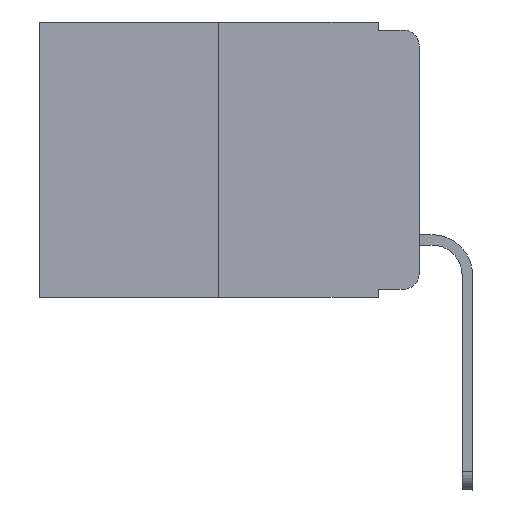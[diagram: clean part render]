
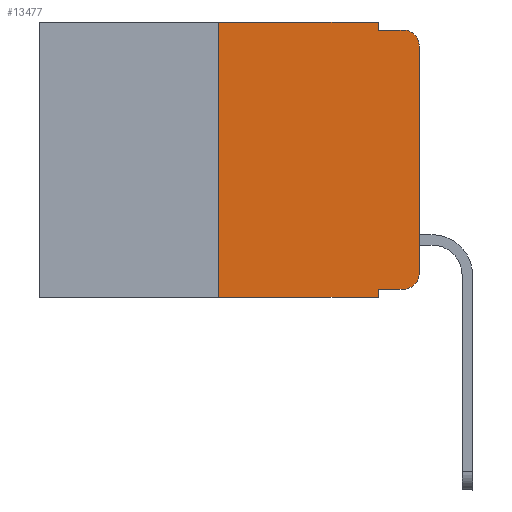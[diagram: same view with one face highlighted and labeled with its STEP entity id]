
A CAD part, left-side view. The second image highlights one B-rep face of the part: STEP entity #13477.
In plain terms, the highlighted planar face has unit normal (-1, 0, 0).
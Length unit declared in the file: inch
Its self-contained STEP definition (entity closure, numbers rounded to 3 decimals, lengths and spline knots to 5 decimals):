
#25 = CARTESIAN_POINT ( 'NONE',  ( 0., 0.051, 0. ) ) ;
#140 = VECTOR ( 'NONE', #2481, 39.37008 ) ;
#241 = ORIENTED_EDGE ( 'NONE', *, *, #7419, .F. ) ;
#456 = ORIENTED_EDGE ( 'NONE', *, *, #14520, .T. ) ;
#538 = VECTOR ( 'NONE', #2788, 39.37008 ) ;
#543 = ORIENTED_EDGE ( 'NONE', *, *, #13253, .F. ) ;
#919 = CARTESIAN_POINT ( 'NONE',  ( 0., 0.25, 0. ) ) ;
#1043 = VERTEX_POINT ( 'NONE', #14112 ) ;
#1153 = EDGE_CURVE ( 'NONE', #1043, #6408, #8611, .T. ) ;
#1197 = VERTEX_POINT ( 'NONE', #11464 ) ;
#1578 = CARTESIAN_POINT ( 'NONE',  ( 0., 0.051, -0.01 ) ) ;
#1772 = CARTESIAN_POINT ( 'NONE',  ( 0., 0.473, -0.343 ) ) ;
#2481 = DIRECTION ( 'NONE',  ( 0., -1., 0. ) ) ;
#2746 = VERTEX_POINT ( 'NONE', #15040 ) ;
#2788 = DIRECTION ( 'NONE',  ( 0., -1., 0. ) ) ;
#2799 = PLANE ( 'NONE',  #13357 ) ;
#3005 = DIRECTION ( 'NONE',  ( -1., 0., 0. ) ) ;
#3104 = DIRECTION ( 'NONE',  ( 0., 0., -1. ) ) ;
#3130 = EDGE_CURVE ( 'NONE', #12975, #19473, #17303, .T. ) ;
#3421 = CARTESIAN_POINT ( 'NONE',  ( 0., 0.051, 0. ) ) ;
#3426 = CARTESIAN_POINT ( 'NONE',  ( 0., 0.051, -0.333 ) ) ;
#3519 = LINE ( 'NONE', #18571, #11691 ) ;
#3779 = VERTEX_POINT ( 'NONE', #919 ) ;
#4240 = CARTESIAN_POINT ( 'NONE',  ( 0., 0.25, -0.343 ) ) ;
#4511 = FACE_OUTER_BOUND ( 'NONE', #16021, .T. ) ;
#5277 = AXIS2_PLACEMENT_3D ( 'NONE', #7156, #8580, #13038 ) ;
#5679 = VECTOR ( 'NONE', #6176, 39.37008 ) ;
#6176 = DIRECTION ( 'NONE',  ( 0., 0., -1. ) ) ;
#6408 = VERTEX_POINT ( 'NONE', #17312 ) ;
#6729 = EDGE_CURVE ( 'NONE', #1197, #2746, #13872, .T. ) ;
#6753 = VECTOR ( 'NONE', #19232, 39.37008 ) ;
#6810 = LINE ( 'NONE', #7110, #140 ) ;
#7110 = CARTESIAN_POINT ( 'NONE',  ( 0., 0.473, 0. ) ) ;
#7156 = CARTESIAN_POINT ( 'NONE',  ( 0., 0.02, -0.313 ) ) ;
#7419 = EDGE_CURVE ( 'NONE', #2746, #6408, #16619, .T. ) ;
#7955 = DIRECTION ( 'NONE',  ( 0., 0., 1. ) ) ;
#8021 = CARTESIAN_POINT ( 'NONE',  ( 0., 0., -0.313 ) ) ;
#8135 = CARTESIAN_POINT ( 'NONE',  ( 0., 0.02, -0.333 ) ) ;
#8294 = AXIS2_PLACEMENT_3D ( 'NONE', #14479, #3005, #3104 ) ;
#8580 = DIRECTION ( 'NONE',  ( -1., 0., 0. ) ) ;
#8611 = CIRCLE ( 'NONE', #8294, 0.02 ) ;
#8685 = VERTEX_POINT ( 'NONE', #18540 ) ;
#8853 = VERTEX_POINT ( 'NONE', #8021 ) ;
#9375 = DIRECTION ( 'NONE',  ( 0., 0., -1. ) ) ;
#9453 = ORIENTED_EDGE ( 'NONE', *, *, #12922, .T. ) ;
#9478 = CIRCLE ( 'NONE', #5277, 0.02 ) ;
#10037 = CARTESIAN_POINT ( 'NONE',  ( 0., 0., 0. ) ) ;
#11285 = CARTESIAN_POINT ( 'NONE',  ( 0., 0.051, -0.343 ) ) ;
#11305 = DIRECTION ( 'NONE',  ( 0., -1., 0. ) ) ;
#11464 = CARTESIAN_POINT ( 'NONE',  ( 0., 0.051, 0. ) ) ;
#11691 = VECTOR ( 'NONE', #7955, 39.37008 ) ;
#11936 = EDGE_CURVE ( 'NONE', #12975, #3779, #3519, .T. ) ;
#12111 = VECTOR ( 'NONE', #11305, 39.37008 ) ;
#12173 = ORIENTED_EDGE ( 'NONE', *, *, #18839, .T. ) ;
#12201 = DIRECTION ( 'NONE',  ( 1., 0., 0. ) ) ;
#12471 = DIRECTION ( 'NONE',  ( 0., -1., 0. ) ) ;
#12922 = EDGE_CURVE ( 'NONE', #13624, #8853, #9478, .T. ) ;
#12975 = VERTEX_POINT ( 'NONE', #4240 ) ;
#13038 = DIRECTION ( 'NONE',  ( 0., 0., -1. ) ) ;
#13079 = LINE ( 'NONE', #10037, #6753 ) ;
#13253 = EDGE_CURVE ( 'NONE', #8685, #19473, #14324, .T. ) ;
#13357 = AXIS2_PLACEMENT_3D ( 'NONE', #18153, #12201, #18347 ) ;
#13477 = ADVANCED_FACE ( 'NONE', ( #4511 ), #2799, .F. ) ;
#13624 = VERTEX_POINT ( 'NONE', #8135 ) ;
#13772 = EDGE_CURVE ( 'NONE', #3779, #1197, #6810, .T. ) ;
#13872 = LINE ( 'NONE', #25, #5679 ) ;
#14013 = ORIENTED_EDGE ( 'NONE', *, *, #11936, .F. ) ;
#14112 = CARTESIAN_POINT ( 'NONE',  ( 0., 0., -0.03 ) ) ;
#14303 = VECTOR ( 'NONE', #9375, 39.37008 ) ;
#14324 = LINE ( 'NONE', #3421, #14303 ) ;
#14479 = CARTESIAN_POINT ( 'NONE',  ( 0., 0.02, -0.03 ) ) ;
#14520 = EDGE_CURVE ( 'NONE', #8685, #13624, #18882, .T. ) ;
#15040 = CARTESIAN_POINT ( 'NONE',  ( 0., 0.051, -0.01 ) ) ;
#15383 = VECTOR ( 'NONE', #12471, 39.37008 ) ;
#16021 = EDGE_LOOP ( 'NONE', ( #12173, #18100, #241, #17655, #16541, #14013, #18871, #543, #456, #9453 ) ) ;
#16541 = ORIENTED_EDGE ( 'NONE', *, *, #13772, .F. ) ;
#16619 = LINE ( 'NONE', #1578, #538 ) ;
#17303 = LINE ( 'NONE', #1772, #15383 ) ;
#17312 = CARTESIAN_POINT ( 'NONE',  ( 0., 0.02, -0.01 ) ) ;
#17655 = ORIENTED_EDGE ( 'NONE', *, *, #6729, .F. ) ;
#18100 = ORIENTED_EDGE ( 'NONE', *, *, #1153, .T. ) ;
#18153 = CARTESIAN_POINT ( 'NONE',  ( 0., 0.473, 0. ) ) ;
#18347 = DIRECTION ( 'NONE',  ( 0., 0., -1. ) ) ;
#18540 = CARTESIAN_POINT ( 'NONE',  ( 0., 0.051, -0.333 ) ) ;
#18571 = CARTESIAN_POINT ( 'NONE',  ( 0., 0.25, 0. ) ) ;
#18839 = EDGE_CURVE ( 'NONE', #8853, #1043, #13079, .T. ) ;
#18871 = ORIENTED_EDGE ( 'NONE', *, *, #3130, .T. ) ;
#18882 = LINE ( 'NONE', #3426, #12111 ) ;
#19232 = DIRECTION ( 'NONE',  ( 0., 0., 1. ) ) ;
#19473 = VERTEX_POINT ( 'NONE', #11285 ) ;
